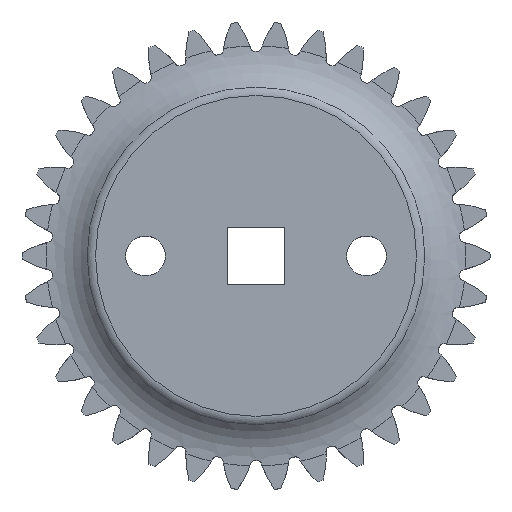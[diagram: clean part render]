
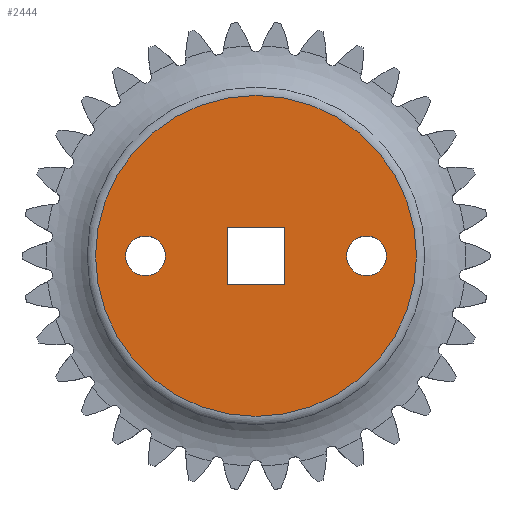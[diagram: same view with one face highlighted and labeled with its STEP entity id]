
A CAD part, top view. The second image highlights one B-rep face of the part: STEP entity #2444.
In plain terms, the highlighted planar face has unit normal (0, 0, 1).
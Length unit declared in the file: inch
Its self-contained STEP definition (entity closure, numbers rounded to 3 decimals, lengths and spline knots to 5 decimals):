
#243=LINE('',#3512,#353);
#244=LINE('',#3514,#354);
#245=LINE('',#3516,#355);
#246=LINE('',#3517,#356);
#353=VECTOR('',#2882,0.3937);
#354=VECTOR('',#2883,0.3937);
#355=VECTOR('',#2884,0.3937);
#356=VECTOR('',#2885,0.3937);
#463=FACE_BOUND('',#664,.T.);
#464=FACE_BOUND('',#665,.T.);
#465=FACE_BOUND('',#666,.T.);
#470=PLANE('',#2612);
#520=FACE_OUTER_BOUND('',#663,.T.);
#663=EDGE_LOOP('',(#1633));
#664=EDGE_LOOP('',(#1634));
#665=EDGE_LOOP('',(#1635,#1636,#1637,#1638));
#666=EDGE_LOOP('',(#1639));
#812=CIRCLE('',#2609,0.72639);
#815=CIRCLE('',#2613,0.09);
#816=CIRCLE('',#2614,0.09);
#963=VERTEX_POINT('',#3502);
#965=VERTEX_POINT('',#3508);
#966=VERTEX_POINT('',#3510);
#967=VERTEX_POINT('',#3511);
#968=VERTEX_POINT('',#3513);
#969=VERTEX_POINT('',#3515);
#970=VERTEX_POINT('',#3518);
#1226=EDGE_CURVE('',#963,#963,#812,.T.);
#1229=EDGE_CURVE('',#965,#965,#815,.T.);
#1230=EDGE_CURVE('',#966,#967,#243,.T.);
#1231=EDGE_CURVE('',#967,#968,#244,.T.);
#1232=EDGE_CURVE('',#968,#969,#245,.T.);
#1233=EDGE_CURVE('',#969,#966,#246,.T.);
#1234=EDGE_CURVE('',#970,#970,#816,.T.);
#1633=ORIENTED_EDGE('',*,*,#1226,.F.);
#1634=ORIENTED_EDGE('',*,*,#1229,.T.);
#1635=ORIENTED_EDGE('',*,*,#1230,.T.);
#1636=ORIENTED_EDGE('',*,*,#1231,.T.);
#1637=ORIENTED_EDGE('',*,*,#1232,.T.);
#1638=ORIENTED_EDGE('',*,*,#1233,.T.);
#1639=ORIENTED_EDGE('',*,*,#1234,.T.);
#2444=ADVANCED_FACE('',(#520,#463,#464,#465),#470,.T.);
#2609=AXIS2_PLACEMENT_3D('',#3503,#2872,#2873);
#2612=AXIS2_PLACEMENT_3D('',#3507,#2878,#2879);
#2613=AXIS2_PLACEMENT_3D('',#3509,#2880,#2881);
#2614=AXIS2_PLACEMENT_3D('',#3519,#2886,#2887);
#2872=DIRECTION('center_axis',(0.,0.,-1.));
#2873=DIRECTION('ref_axis',(-1.,0.,0.));
#2878=DIRECTION('center_axis',(0.,0.,1.));
#2879=DIRECTION('ref_axis',(1.,0.,0.));
#2880=DIRECTION('center_axis',(0.,0.,-1.));
#2881=DIRECTION('ref_axis',(-1.,0.,0.));
#2882=DIRECTION('',(-1.,0.,0.));
#2883=DIRECTION('',(0.,1.,0.));
#2884=DIRECTION('',(1.,0.,0.));
#2885=DIRECTION('',(0.,-1.,0.));
#2886=DIRECTION('center_axis',(0.,0.,-1.));
#2887=DIRECTION('ref_axis',(-1.,0.,0.));
#3502=CARTESIAN_POINT('',(-0.72639,0.,0.1));
#3503=CARTESIAN_POINT('Origin',(0.,0.,0.1));
#3507=CARTESIAN_POINT('Origin',(0.,0.,0.1));
#3508=CARTESIAN_POINT('',(0.41,0.,0.1));
#3509=CARTESIAN_POINT('Origin',(0.5,0.,0.1));
#3510=CARTESIAN_POINT('',(0.13,-0.13,0.1));
#3511=CARTESIAN_POINT('',(-0.13,-0.13,0.1));
#3512=CARTESIAN_POINT('',(0.13,-0.13,0.1));
#3513=CARTESIAN_POINT('',(-0.13,0.13,0.1));
#3514=CARTESIAN_POINT('',(-0.13,-0.13,0.1));
#3515=CARTESIAN_POINT('',(0.13,0.13,0.1));
#3516=CARTESIAN_POINT('',(-0.13,0.13,0.1));
#3517=CARTESIAN_POINT('',(0.13,0.13,0.1));
#3518=CARTESIAN_POINT('',(-0.59,0.,0.1));
#3519=CARTESIAN_POINT('Origin',(-0.5,0.,0.1));
